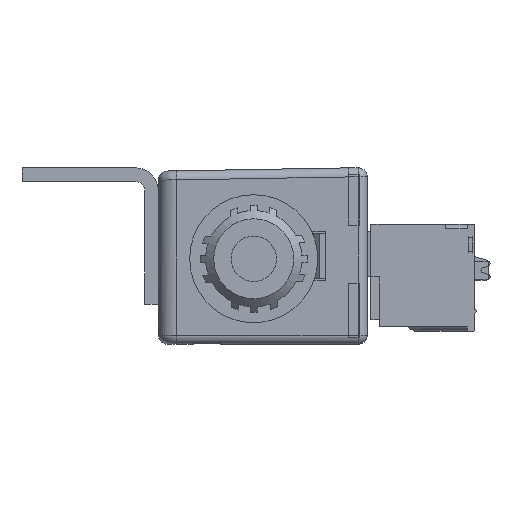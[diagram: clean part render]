
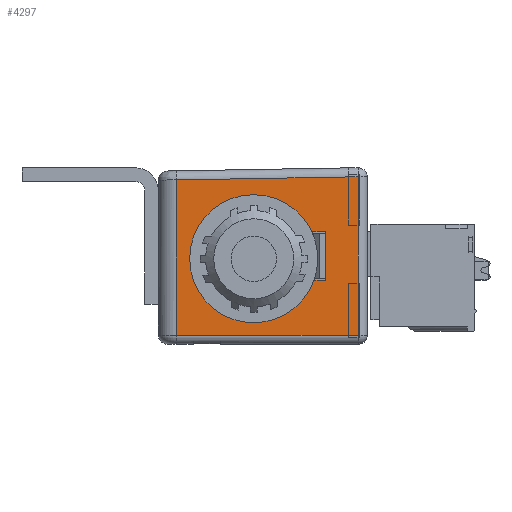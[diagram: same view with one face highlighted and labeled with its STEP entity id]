
A CAD part, front view. The second image highlights one B-rep face of the part: STEP entity #4297.
In plain terms, the highlighted planar face has unit normal (0, -1, 0).
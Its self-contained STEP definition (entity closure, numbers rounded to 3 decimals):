
#4297=ADVANCED_FACE('',(#8412,#8413,#8414),#6198,.F.);
#6198=PLANE('',#39190);
#7233=CIRCLE('',#39147,5.8);
#8412=FACE_BOUND('',#9359,.T.);
#8413=FACE_BOUND('',#9360,.T.);
#8414=FACE_BOUND('',#9361,.T.);
#9359=EDGE_LOOP('',(#14839,#14840,#14841,#14842,#14843));
#9360=EDGE_LOOP('',(#14844));
#9361=EDGE_LOOP('',(#14845,#14846,#14847,#14848));
#14839=ORIENTED_EDGE('',*,*,#27004,.T.);
#14840=ORIENTED_EDGE('',*,*,#26480,.T.);
#14841=ORIENTED_EDGE('',*,*,#26442,.T.);
#14842=ORIENTED_EDGE('',*,*,#27020,.T.);
#14843=ORIENTED_EDGE('',*,*,#26949,.T.);
#14844=ORIENTED_EDGE('',*,*,#26948,.F.);
#14845=ORIENTED_EDGE('',*,*,#27003,.F.);
#14846=ORIENTED_EDGE('',*,*,#26978,.T.);
#14847=ORIENTED_EDGE('',*,*,#26981,.F.);
#14848=ORIENTED_EDGE('',*,*,#26984,.F.);
#22475=VERTEX_POINT('',#56500);
#22488=VERTEX_POINT('',#56538);
#22490=VERTEX_POINT('',#56546);
#22805=VERTEX_POINT('',#57979);
#22806=VERTEX_POINT('',#57982);
#22807=VERTEX_POINT('',#57983);
#22819=VERTEX_POINT('',#58064);
#22822=VERTEX_POINT('',#58069);
#22824=VERTEX_POINT('',#58075);
#22826=VERTEX_POINT('',#58081);
#26442=EDGE_CURVE('',#22475,#22488,#31550,.T.);
#26480=EDGE_CURVE('',#22490,#22475,#31581,.T.);
#26948=EDGE_CURVE('',#22805,#22805,#7233,.T.);
#26949=EDGE_CURVE('',#22806,#22807,#31965,.T.);
#26978=EDGE_CURVE('',#22819,#22822,#31976,.T.);
#26981=EDGE_CURVE('',#22824,#22822,#31979,.T.);
#26984=EDGE_CURVE('',#22826,#22824,#31982,.T.);
#27003=EDGE_CURVE('',#22819,#22826,#32001,.T.);
#27004=EDGE_CURVE('',#22807,#22490,#32002,.T.);
#27020=EDGE_CURVE('',#22488,#22806,#32018,.T.);
#31550=LINE('',#56537,#35530);
#31581=LINE('',#56613,#35561);
#31965=LINE('',#57981,#35969);
#31976=LINE('',#58070,#35980);
#31979=LINE('',#58076,#35983);
#31982=LINE('',#58082,#35986);
#32001=LINE('',#58120,#36005);
#32002=LINE('',#58122,#36006);
#32018=LINE('',#58150,#36022);
#35530=VECTOR('',#44061,1.);
#35561=VECTOR('',#44130,1.);
#35969=VECTOR('',#44942,1.);
#35980=VECTOR('',#45003,1.);
#35983=VECTOR('',#45008,1.);
#35986=VECTOR('',#45013,1.);
#36005=VECTOR('',#45042,1.);
#36006=VECTOR('',#45045,1.);
#36022=VECTOR('',#45073,1.);
#39147=AXIS2_PLACEMENT_3D('',#57978,#44938,#44939);
#39190=AXIS2_PLACEMENT_3D('',#58153,#45078,#45079);
#44061=DIRECTION('',(-1.,0.,0.));
#44130=DIRECTION('',(0.,0.,1.));
#44938=DIRECTION('',(0.,-1.,0.));
#44939=DIRECTION('',(-1.,0.,0.));
#44942=DIRECTION('',(0.,0.,-1.));
#45003=DIRECTION('',(-1.,0.,0.));
#45008=DIRECTION('',(0.,0.,-1.));
#45013=DIRECTION('',(-1.,0.,0.));
#45042=DIRECTION('',(0.,0.,1.));
#45045=DIRECTION('',(1.,0.,0.));
#45073=DIRECTION('',(-1.,0.,-0.017));
#45078=DIRECTION('',(0.,1.,0.));
#45079=DIRECTION('',(0.,0.,-1.));
#56500=CARTESIAN_POINT('',(-290.2,-147.987,19.));
#56537=CARTESIAN_POINT('',(-290.2,-147.987,19.));
#56538=CARTESIAN_POINT('',(-291.3,-147.987,19.));
#56546=CARTESIAN_POINT('',(-290.2,-147.987,1.6));
#56613=CARTESIAN_POINT('',(-290.2,-147.987,0.6));
#57978=CARTESIAN_POINT('',(-301.7,-147.987,10.));
#57979=CARTESIAN_POINT('',(-307.5,-147.987,10.));
#57981=CARTESIAN_POINT('',(-310.2,-147.987,0.6));
#57982=CARTESIAN_POINT('',(-310.2,-147.987,18.67));
#57983=CARTESIAN_POINT('',(-310.2,-147.987,1.6));
#58064=CARTESIAN_POINT('',(-293.8,-147.987,7.644));
#58069=CARTESIAN_POINT('',(-295.2,-147.987,7.644));
#58070=CARTESIAN_POINT('',(-290.2,-147.987,7.644));
#58075=CARTESIAN_POINT('',(-295.2,-147.987,12.944));
#58076=CARTESIAN_POINT('',(-295.2,-147.987,10.294));
#58081=CARTESIAN_POINT('',(-293.8,-147.987,12.944));
#58082=CARTESIAN_POINT('',(-295.5,-147.987,12.944));
#58120=CARTESIAN_POINT('',(-293.8,-147.987,7.46));
#58122=CARTESIAN_POINT('',(-291.3,-147.987,1.6));
#58150=CARTESIAN_POINT('',(-290.521,-147.987,19.013));
#58153=CARTESIAN_POINT('',(-290.2,-147.987,0.6));
